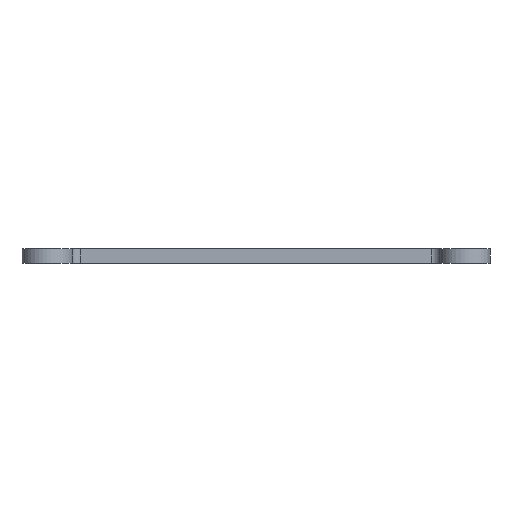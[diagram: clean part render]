
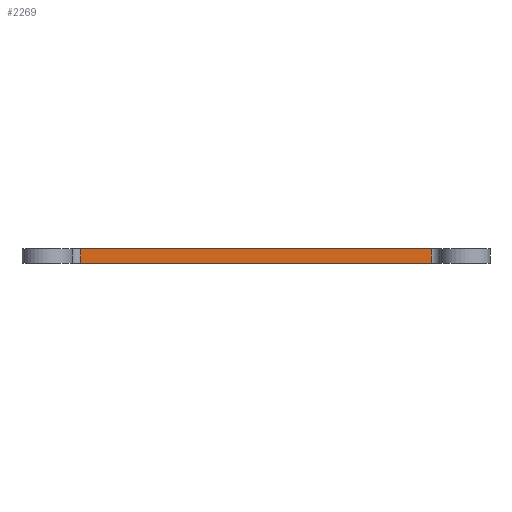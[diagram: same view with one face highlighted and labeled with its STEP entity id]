
A CAD part, left-side view. The second image highlights one B-rep face of the part: STEP entity #2269.
In plain terms, the highlighted planar face has unit normal (-1, 0, 0).
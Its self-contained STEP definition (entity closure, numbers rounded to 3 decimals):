
#44 = PLANE('',#45);
#45 = AXIS2_PLACEMENT_3D('',#46,#47,#48);
#46 = CARTESIAN_POINT('',(42.5,28.,0.));
#47 = DIRECTION('',(0.,0.,1.));
#48 = DIRECTION('',(1.,0.,0.));
#100 = PLANE('',#101);
#101 = AXIS2_PLACEMENT_3D('',#102,#103,#104);
#102 = CARTESIAN_POINT('',(42.5,28.,2.));
#103 = DIRECTION('',(0.,0.,1.));
#104 = DIRECTION('',(1.,0.,0.));
#405 = EDGE_CURVE('',#406,#408,#410,.T.);
#406 = VERTEX_POINT('',#407);
#407 = CARTESIAN_POINT('',(0.,53.,0.));
#408 = VERTEX_POINT('',#409);
#409 = CARTESIAN_POINT('',(0.,3.,0.));
#410 = SURFACE_CURVE('',#411,(#415,#422),.PCURVE_S1.);
#411 = LINE('',#412,#413);
#412 = CARTESIAN_POINT('',(0.,53.,0.));
#413 = VECTOR('',#414,1.);
#414 = DIRECTION('',(0.,-1.,0.));
#415 = PCURVE('',#44,#416);
#416 = DEFINITIONAL_REPRESENTATION('',(#417),#421);
#417 = LINE('',#418,#419);
#418 = CARTESIAN_POINT('',(-42.5,25.));
#419 = VECTOR('',#420,1.);
#420 = DIRECTION('',(0.,-1.));
#421 = ( GEOMETRIC_REPRESENTATION_CONTEXT(2) 
PARAMETRIC_REPRESENTATION_CONTEXT() REPRESENTATION_CONTEXT('2D SPACE',''
  ) );
#422 = PCURVE('',#423,#428);
#423 = PLANE('',#424);
#424 = AXIS2_PLACEMENT_3D('',#425,#426,#427);
#425 = CARTESIAN_POINT('',(0.,53.,0.));
#426 = DIRECTION('',(1.,0.,0.));
#427 = DIRECTION('',(0.,-1.,0.));
#428 = DEFINITIONAL_REPRESENTATION('',(#429),#433);
#429 = LINE('',#430,#431);
#430 = CARTESIAN_POINT('',(0.,0.));
#431 = VECTOR('',#432,1.);
#432 = DIRECTION('',(1.,0.));
#433 = ( GEOMETRIC_REPRESENTATION_CONTEXT(2) 
PARAMETRIC_REPRESENTATION_CONTEXT() REPRESENTATION_CONTEXT('2D SPACE',''
  ) );
#452 = CYLINDRICAL_SURFACE('',#453,1.25);
#453 = AXIS2_PLACEMENT_3D('',#454,#455,#456);
#454 = CARTESIAN_POINT('',(-1.25,3.,0.));
#455 = DIRECTION('',(-0.,-0.,-1.));
#456 = DIRECTION('',(1.,0.,0.));
#853 = CYLINDRICAL_SURFACE('',#854,1.25);
#854 = AXIS2_PLACEMENT_3D('',#855,#856,#857);
#855 = CARTESIAN_POINT('',(-1.25,53.,0.));
#856 = DIRECTION('',(-0.,-0.,-1.));
#857 = DIRECTION('',(1.,0.,0.));
#1461 = EDGE_CURVE('',#1462,#1464,#1466,.T.);
#1462 = VERTEX_POINT('',#1463);
#1463 = CARTESIAN_POINT('',(0.,53.,2.));
#1464 = VERTEX_POINT('',#1465);
#1465 = CARTESIAN_POINT('',(0.,3.,2.));
#1466 = SURFACE_CURVE('',#1467,(#1471,#1478),.PCURVE_S1.);
#1467 = LINE('',#1468,#1469);
#1468 = CARTESIAN_POINT('',(0.,53.,2.));
#1469 = VECTOR('',#1470,1.);
#1470 = DIRECTION('',(0.,-1.,0.));
#1471 = PCURVE('',#100,#1472);
#1472 = DEFINITIONAL_REPRESENTATION('',(#1473),#1477);
#1473 = LINE('',#1474,#1475);
#1474 = CARTESIAN_POINT('',(-42.5,25.));
#1475 = VECTOR('',#1476,1.);
#1476 = DIRECTION('',(0.,-1.));
#1477 = ( GEOMETRIC_REPRESENTATION_CONTEXT(2) 
PARAMETRIC_REPRESENTATION_CONTEXT() REPRESENTATION_CONTEXT('2D SPACE',''
  ) );
#1478 = PCURVE('',#423,#1479);
#1479 = DEFINITIONAL_REPRESENTATION('',(#1480),#1484);
#1480 = LINE('',#1481,#1482);
#1481 = CARTESIAN_POINT('',(0.,-2.));
#1482 = VECTOR('',#1483,1.);
#1483 = DIRECTION('',(1.,0.));
#1484 = ( GEOMETRIC_REPRESENTATION_CONTEXT(2) 
PARAMETRIC_REPRESENTATION_CONTEXT() REPRESENTATION_CONTEXT('2D SPACE',''
  ) );
#2269 = ADVANCED_FACE('',(#2270),#423,.F.);
#2270 = FACE_BOUND('',#2271,.F.);
#2271 = EDGE_LOOP('',(#2272,#2293,#2294,#2315));
#2272 = ORIENTED_EDGE('',*,*,#2273,.T.);
#2273 = EDGE_CURVE('',#406,#1462,#2274,.T.);
#2274 = SURFACE_CURVE('',#2275,(#2279,#2286),.PCURVE_S1.);
#2275 = LINE('',#2276,#2277);
#2276 = CARTESIAN_POINT('',(0.,53.,0.));
#2277 = VECTOR('',#2278,1.);
#2278 = DIRECTION('',(0.,0.,1.));
#2279 = PCURVE('',#423,#2280);
#2280 = DEFINITIONAL_REPRESENTATION('',(#2281),#2285);
#2281 = LINE('',#2282,#2283);
#2282 = CARTESIAN_POINT('',(0.,0.));
#2283 = VECTOR('',#2284,1.);
#2284 = DIRECTION('',(0.,-1.));
#2285 = ( GEOMETRIC_REPRESENTATION_CONTEXT(2) 
PARAMETRIC_REPRESENTATION_CONTEXT() REPRESENTATION_CONTEXT('2D SPACE',''
  ) );
#2286 = PCURVE('',#853,#2287);
#2287 = DEFINITIONAL_REPRESENTATION('',(#2288),#2292);
#2288 = LINE('',#2289,#2290);
#2289 = CARTESIAN_POINT('',(-0.,0.));
#2290 = VECTOR('',#2291,1.);
#2291 = DIRECTION('',(-0.,-1.));
#2292 = ( GEOMETRIC_REPRESENTATION_CONTEXT(2) 
PARAMETRIC_REPRESENTATION_CONTEXT() REPRESENTATION_CONTEXT('2D SPACE',''
  ) );
#2293 = ORIENTED_EDGE('',*,*,#1461,.T.);
#2294 = ORIENTED_EDGE('',*,*,#2295,.F.);
#2295 = EDGE_CURVE('',#408,#1464,#2296,.T.);
#2296 = SURFACE_CURVE('',#2297,(#2301,#2308),.PCURVE_S1.);
#2297 = LINE('',#2298,#2299);
#2298 = CARTESIAN_POINT('',(0.,3.,0.));
#2299 = VECTOR('',#2300,1.);
#2300 = DIRECTION('',(0.,0.,1.));
#2301 = PCURVE('',#423,#2302);
#2302 = DEFINITIONAL_REPRESENTATION('',(#2303),#2307);
#2303 = LINE('',#2304,#2305);
#2304 = CARTESIAN_POINT('',(50.,0.));
#2305 = VECTOR('',#2306,1.);
#2306 = DIRECTION('',(0.,-1.));
#2307 = ( GEOMETRIC_REPRESENTATION_CONTEXT(2) 
PARAMETRIC_REPRESENTATION_CONTEXT() REPRESENTATION_CONTEXT('2D SPACE',''
  ) );
#2308 = PCURVE('',#452,#2309);
#2309 = DEFINITIONAL_REPRESENTATION('',(#2310),#2314);
#2310 = LINE('',#2311,#2312);
#2311 = CARTESIAN_POINT('',(-6.283,0.));
#2312 = VECTOR('',#2313,1.);
#2313 = DIRECTION('',(-0.,-1.));
#2314 = ( GEOMETRIC_REPRESENTATION_CONTEXT(2) 
PARAMETRIC_REPRESENTATION_CONTEXT() REPRESENTATION_CONTEXT('2D SPACE',''
  ) );
#2315 = ORIENTED_EDGE('',*,*,#405,.F.);
